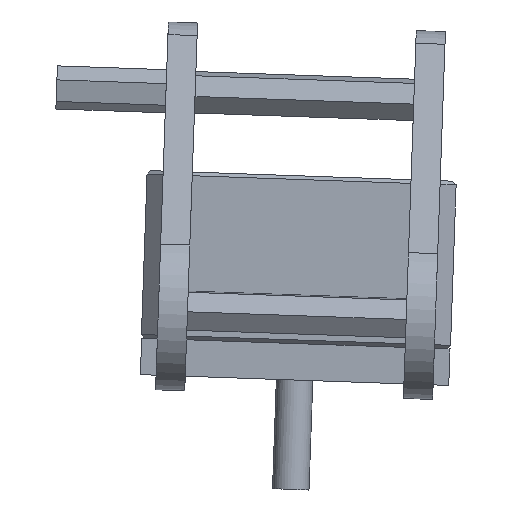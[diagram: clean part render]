
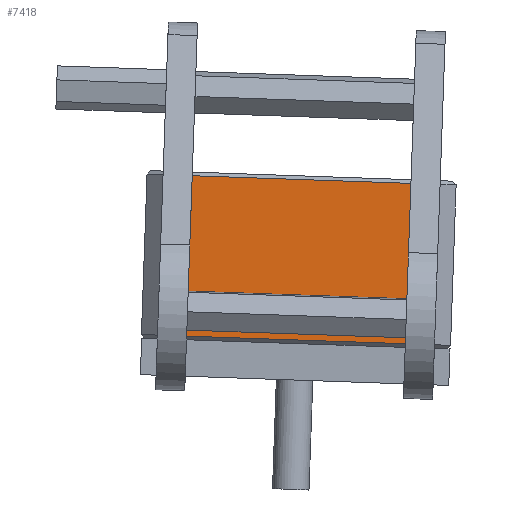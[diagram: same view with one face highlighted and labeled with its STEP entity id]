
A CAD part, left-side view. The second image highlights one B-rep face of the part: STEP entity #7418.
In plain terms, the highlighted planar face has unit normal (-1, 0, 0).
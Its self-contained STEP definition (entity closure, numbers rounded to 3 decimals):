
#236 = VECTOR ( 'NONE', #6180, 1000. ) ;
#378 = VECTOR ( 'NONE', #1428, 1000. ) ;
#393 = PLANE ( 'NONE',  #536 ) ;
#536 = AXIS2_PLACEMENT_3D ( 'NONE', #6026, #6630, #5568 ) ;
#541 = EDGE_CURVE ( 'NONE', #4611, #4444, #3477, .T. ) ;
#664 = ORIENTED_EDGE ( 'NONE', *, *, #541, .T. ) ;
#702 = DIRECTION ( 'NONE',  ( 0., 0.999, 0.035 ) ) ;
#850 = EDGE_LOOP ( 'NONE', ( #1479, #1505, #6556, #664 ) ) ;
#865 = CARTESIAN_POINT ( 'NONE',  ( 72.484, 22.529, 34.93 ) ) ;
#1066 = VERTEX_POINT ( 'NONE', #6443 ) ;
#1108 = LINE ( 'NONE', #7372, #236 ) ;
#1428 = DIRECTION ( 'NONE',  ( 0., -0.999, -0.035 ) ) ;
#1479 = ORIENTED_EDGE ( 'NONE', *, *, #3399, .T. ) ;
#1505 = ORIENTED_EDGE ( 'NONE', *, *, #5896, .T. ) ;
#2176 = VECTOR ( 'NONE', #6538, 1000. ) ;
#2271 = CARTESIAN_POINT ( 'NONE',  ( 72.484, 22.529, 34.93 ) ) ;
#2592 = VECTOR ( 'NONE', #702, 1000. ) ;
#2630 = CARTESIAN_POINT ( 'NONE',  ( 72.484, -14.08, 11.639 ) ) ;
#3038 = CARTESIAN_POINT ( 'NONE',  ( 72.484, -9.869, 34.299 ) ) ;
#3276 = FACE_OUTER_BOUND ( 'NONE', #850, .T. ) ;
#3399 = EDGE_CURVE ( 'NONE', #4444, #3806, #1108, .T. ) ;
#3477 = LINE ( 'NONE', #2271, #2592 ) ;
#3806 = VERTEX_POINT ( 'NONE', #6131 ) ;
#4444 = VERTEX_POINT ( 'NONE', #865 ) ;
#4611 = VERTEX_POINT ( 'NONE', #4912 ) ;
#4912 = CARTESIAN_POINT ( 'NONE',  ( 72.484, -9.851, 33.8 ) ) ;
#5411 = LINE ( 'NONE', #2630, #378 ) ;
#5568 = DIRECTION ( 'NONE',  ( 0., 1., 0. ) ) ;
#5896 = EDGE_CURVE ( 'NONE', #3806, #1066, #5411, .T. ) ;
#6026 = CARTESIAN_POINT ( 'NONE',  ( 72.484, -14.866, 34.125 ) ) ;
#6131 = CARTESIAN_POINT ( 'NONE',  ( 72.484, 23.297, 12.944 ) ) ;
#6180 = DIRECTION ( 'NONE',  ( 0., 0.035, -0.999 ) ) ;
#6241 = EDGE_CURVE ( 'NONE', #1066, #4611, #6425, .T. ) ;
#6425 = LINE ( 'NONE', #3038, #2176 ) ;
#6443 = CARTESIAN_POINT ( 'NONE',  ( 72.484, -9.083, 11.813 ) ) ;
#6538 = DIRECTION ( 'NONE',  ( 0., -0.035, 0.999 ) ) ;
#6556 = ORIENTED_EDGE ( 'NONE', *, *, #6241, .T. ) ;
#6630 = DIRECTION ( 'NONE',  ( -1., 0., 0. ) ) ;
#7372 = CARTESIAN_POINT ( 'NONE',  ( 72.484, 22.512, 35.43 ) ) ;
#7418 = ADVANCED_FACE ( 'NONE', ( #3276 ), #393, .T. ) ;
